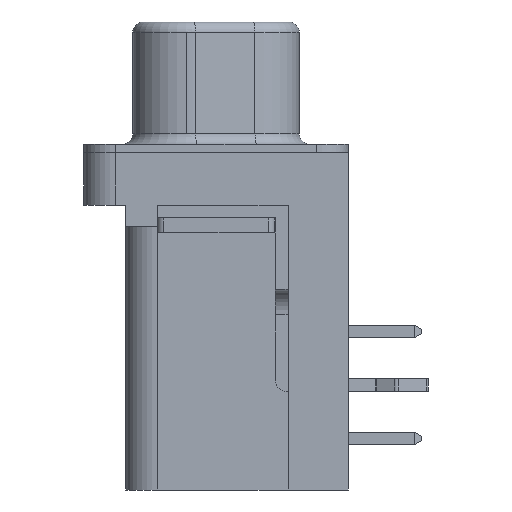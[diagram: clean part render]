
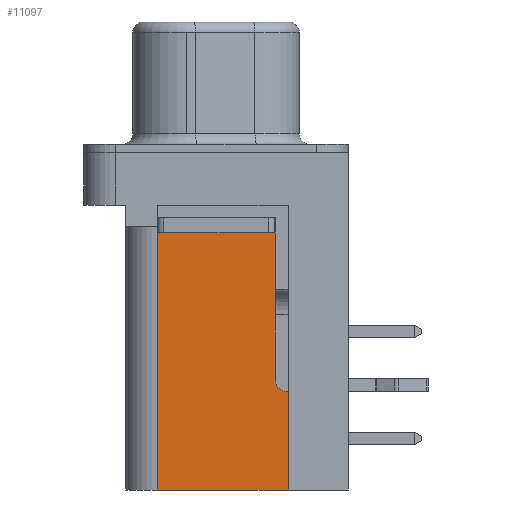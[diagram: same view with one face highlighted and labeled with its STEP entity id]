
A CAD part, left-side view. The second image highlights one B-rep face of the part: STEP entity #11097.
In plain terms, the highlighted planar face has unit normal (-1, 0, 0).
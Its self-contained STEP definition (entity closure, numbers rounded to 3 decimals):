
#72 = CARTESIAN_POINT ( 'NONE',  ( -8.995, 2.775, -16.02 ) ) ;
#274 = LINE ( 'NONE', #6062, #7854 ) ;
#353 = EDGE_CURVE ( 'NONE', #1738, #3417, #6281, .T. ) ;
#528 = FACE_OUTER_BOUND ( 'NONE', #10033, .T. ) ;
#572 = CARTESIAN_POINT ( 'NONE',  ( -8.995, -3.425, -2.5 ) ) ;
#1165 = VECTOR ( 'NONE', #1852, 1000. ) ;
#1354 = EDGE_CURVE ( 'NONE', #11219, #3417, #6622, .T. ) ;
#1504 = CARTESIAN_POINT ( 'NONE',  ( -8.995, 2.775, -2.5 ) ) ;
#1738 = VERTEX_POINT ( 'NONE', #572 ) ;
#1816 = VERTEX_POINT ( 'NONE', #72 ) ;
#1852 = DIRECTION ( 'NONE',  ( 0., -1., 0. ) ) ;
#2785 = EDGE_CURVE ( 'NONE', #1816, #6216, #3044, .T. ) ;
#2871 = EDGE_CURVE ( 'NONE', #1816, #11219, #2924, .T. ) ;
#2924 = LINE ( 'NONE', #5827, #7780 ) ;
#3044 = LINE ( 'NONE', #4809, #1165 ) ;
#3354 = DIRECTION ( 'NONE',  ( 1., 0., 0. ) ) ;
#3417 = VERTEX_POINT ( 'NONE', #7872 ) ;
#3507 = DIRECTION ( 'NONE',  ( 0., 1., 0. ) ) ;
#3844 = CARTESIAN_POINT ( 'NONE',  ( -8.995, 2.775, -51.873 ) ) ;
#4560 = ORIENTED_EDGE ( 'NONE', *, *, #11495, .T. ) ;
#4809 = CARTESIAN_POINT ( 'NONE',  ( -8.995, 2.775, -16.02 ) ) ;
#5227 = AXIS2_PLACEMENT_3D ( 'NONE', #7017, #3354, #10159 ) ;
#5232 = ORIENTED_EDGE ( 'NONE', *, *, #2785, .T. ) ;
#5533 = VECTOR ( 'NONE', #7683, 1000. ) ;
#5634 = ORIENTED_EDGE ( 'NONE', *, *, #1354, .F. ) ;
#5827 = CARTESIAN_POINT ( 'NONE',  ( -8.995, 2.775, -51.873 ) ) ;
#6006 = VECTOR ( 'NONE', #3507, 1000. ) ;
#6062 = CARTESIAN_POINT ( 'NONE',  ( -8.995, -3.425, -23.035 ) ) ;
#6186 = DIRECTION ( 'NONE',  ( 0., 0., 1. ) ) ;
#6216 = VERTEX_POINT ( 'NONE', #9300 ) ;
#6281 = LINE ( 'NONE', #1504, #6006 ) ;
#6622 = LINE ( 'NONE', #3844, #5533 ) ;
#7017 = CARTESIAN_POINT ( 'NONE',  ( -8.995, 2.775, -51.873 ) ) ;
#7138 = PLANE ( 'NONE',  #5227 ) ;
#7440 = ORIENTED_EDGE ( 'NONE', *, *, #353, .T. ) ;
#7648 = ORIENTED_EDGE ( 'NONE', *, *, #2871, .F. ) ;
#7683 = DIRECTION ( 'NONE',  ( 0., 0., 1. ) ) ;
#7780 = VECTOR ( 'NONE', #12418, 1000. ) ;
#7854 = VECTOR ( 'NONE', #6186, 1000. ) ;
#7872 = CARTESIAN_POINT ( 'NONE',  ( -8.995, 2.775, -2.5 ) ) ;
#9300 = CARTESIAN_POINT ( 'NONE',  ( -8.995, -3.425, -16.02 ) ) ;
#9459 = CARTESIAN_POINT ( 'NONE',  ( -8.995, 2.775, -3.5 ) ) ;
#10033 = EDGE_LOOP ( 'NONE', ( #4560, #7440, #5634, #7648, #5232 ) ) ;
#10159 = DIRECTION ( 'NONE',  ( 0., 1., 0. ) ) ;
#11097 = ADVANCED_FACE ( 'NONE', ( #528 ), #7138, .F. ) ;
#11219 = VERTEX_POINT ( 'NONE', #9459 ) ;
#11495 = EDGE_CURVE ( 'NONE', #6216, #1738, #274, .T. ) ;
#12418 = DIRECTION ( 'NONE',  ( 0., 0., 1. ) ) ;
